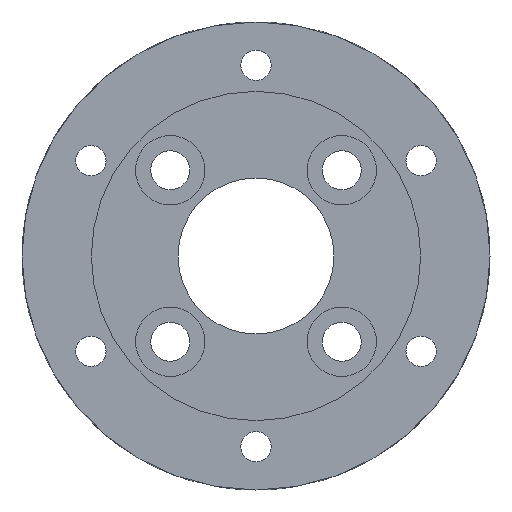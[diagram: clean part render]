
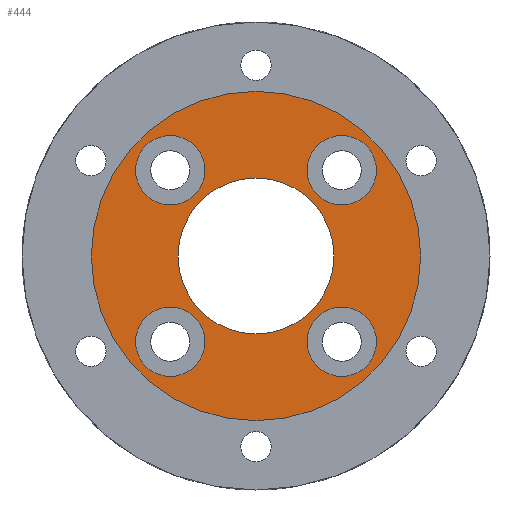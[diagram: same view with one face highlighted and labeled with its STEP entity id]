
A CAD part, left-side view. The second image highlights one B-rep face of the part: STEP entity #444.
In plain terms, the highlighted planar face has unit normal (-1, 0, 0).
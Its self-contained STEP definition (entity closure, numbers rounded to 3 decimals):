
#2 = DIRECTION ( 'NONE',  ( -1., 0., 0. ) ) ;
#21 = DIRECTION ( 'NONE',  ( 0., 0., 1. ) ) ;
#28 = EDGE_LOOP ( 'NONE', ( #104, #1355 ) ) ;
#31 = VERTEX_POINT ( 'NONE', #667 ) ;
#41 = VERTEX_POINT ( 'NONE', #1074 ) ;
#67 = VERTEX_POINT ( 'NONE', #673 ) ;
#84 = VERTEX_POINT ( 'NONE', #2203 ) ;
#104 = ORIENTED_EDGE ( 'NONE', *, *, #271, .F. ) ;
#133 = EDGE_LOOP ( 'NONE', ( #541, #1305 ) ) ;
#137 = EDGE_CURVE ( 'NONE', #1500, #289, #358, .T. ) ;
#172 = CARTESIAN_POINT ( 'NONE',  ( -2., 9.899, -9.899 ) ) ;
#271 = EDGE_CURVE ( 'NONE', #1234, #67, #1547, .T. ) ;
#289 = VERTEX_POINT ( 'NONE', #1860 ) ;
#297 = CARTESIAN_POINT ( 'NONE',  ( -2., 0., 0. ) ) ;
#301 = EDGE_LOOP ( 'NONE', ( #1915, #314 ) ) ;
#314 = ORIENTED_EDGE ( 'NONE', *, *, #1186, .F. ) ;
#319 = CIRCLE ( 'NONE', #1491, 9. ) ;
#324 = AXIS2_PLACEMENT_3D ( 'NONE', #1702, #659, #1848 ) ;
#356 = DIRECTION ( 'NONE',  ( 0., 0., 1. ) ) ;
#358 = CIRCLE ( 'NONE', #494, 9. ) ;
#366 = FACE_BOUND ( 'NONE', #1823, .T. ) ;
#407 = CIRCLE ( 'NONE', #491, 4. ) ;
#408 = EDGE_CURVE ( 'NONE', #67, #1234, #2204, .T. ) ;
#444 = ADVANCED_FACE ( 'NONE', ( #2198, #366, #2243, #1079, #1134, #963 ), #1300, .F. ) ;
#476 = ORIENTED_EDGE ( 'NONE', *, *, #2000, .T. ) ;
#478 = DIRECTION ( 'NONE',  ( 0., 0., 1. ) ) ;
#491 = AXIS2_PLACEMENT_3D ( 'NONE', #529, #1740, #712 ) ;
#494 = AXIS2_PLACEMENT_3D ( 'NONE', #1677, #1372, #753 ) ;
#523 = AXIS2_PLACEMENT_3D ( 'NONE', #1759, #736, #1911 ) ;
#529 = CARTESIAN_POINT ( 'NONE',  ( -2., 9.899, 9.899 ) ) ;
#541 = ORIENTED_EDGE ( 'NONE', *, *, #700, .F. ) ;
#542 = CARTESIAN_POINT ( 'NONE',  ( -2., -9.899, -5.899 ) ) ;
#566 = AXIS2_PLACEMENT_3D ( 'NONE', #1679, #1639, #1633 ) ;
#645 = ORIENTED_EDGE ( 'NONE', *, *, #2087, .F. ) ;
#659 = DIRECTION ( 'NONE',  ( -1., 0., 0. ) ) ;
#667 = CARTESIAN_POINT ( 'NONE',  ( -2., 0., 19. ) ) ;
#673 = CARTESIAN_POINT ( 'NONE',  ( -2., -9.899, 5.899 ) ) ;
#674 = AXIS2_PLACEMENT_3D ( 'NONE', #172, #1449, #356 ) ;
#675 = VERTEX_POINT ( 'NONE', #542 ) ;
#699 = CARTESIAN_POINT ( 'NONE',  ( -2., 9.899, -5.899 ) ) ;
#700 = EDGE_CURVE ( 'NONE', #289, #1500, #319, .T. ) ;
#708 = DIRECTION ( 'NONE',  ( 0., 0., 1. ) ) ;
#712 = DIRECTION ( 'NONE',  ( 0., 0., 1. ) ) ;
#722 = AXIS2_PLACEMENT_3D ( 'NONE', #795, #1967, #996 ) ;
#736 = DIRECTION ( 'NONE',  ( -1., 0., 0. ) ) ;
#753 = DIRECTION ( 'NONE',  ( 0., 0., 1. ) ) ;
#793 = EDGE_CURVE ( 'NONE', #853, #31, #2047, .T. ) ;
#795 = CARTESIAN_POINT ( 'NONE',  ( -2., 9.899, 9.899 ) ) ;
#847 = EDGE_CURVE ( 'NONE', #1035, #41, #1554, .T. ) ;
#853 = VERTEX_POINT ( 'NONE', #1158 ) ;
#860 = DIRECTION ( 'NONE',  ( 0., 0., -1. ) ) ;
#865 = CARTESIAN_POINT ( 'NONE',  ( -2., 9.899, -13.899 ) ) ;
#877 = DIRECTION ( 'NONE',  ( 1., 0., 0. ) ) ;
#909 = ORIENTED_EDGE ( 'NONE', *, *, #1680, .F. ) ;
#963 = FACE_OUTER_BOUND ( 'NONE', #2185, .T. ) ;
#965 = CARTESIAN_POINT ( 'NONE',  ( -2., 19., 0. ) ) ;
#966 = DIRECTION ( 'NONE',  ( -1., 0., 0. ) ) ;
#996 = DIRECTION ( 'NONE',  ( 0., 0., 1. ) ) ;
#1013 = CIRCLE ( 'NONE', #674, 4. ) ;
#1023 = ORIENTED_EDGE ( 'NONE', *, *, #2213, .F. ) ;
#1035 = VERTEX_POINT ( 'NONE', #1555 ) ;
#1055 = VERTEX_POINT ( 'NONE', #865 ) ;
#1073 = AXIS2_PLACEMENT_3D ( 'NONE', #965, #877, #860 ) ;
#1074 = CARTESIAN_POINT ( 'NONE',  ( -2., 9.899, 5.899 ) ) ;
#1079 = FACE_BOUND ( 'NONE', #301, .T. ) ;
#1125 = CARTESIAN_POINT ( 'NONE',  ( -2., 0., 0. ) ) ;
#1134 = FACE_BOUND ( 'NONE', #133, .T. ) ;
#1135 = DIRECTION ( 'NONE',  ( -1., 0., 0. ) ) ;
#1158 = CARTESIAN_POINT ( 'NONE',  ( -2., 0., -19. ) ) ;
#1186 = EDGE_CURVE ( 'NONE', #41, #1035, #407, .T. ) ;
#1188 = CIRCLE ( 'NONE', #1274, 4. ) ;
#1202 = AXIS2_PLACEMENT_3D ( 'NONE', #297, #1553, #478 ) ;
#1225 = CARTESIAN_POINT ( 'NONE',  ( -2., 0., -9. ) ) ;
#1234 = VERTEX_POINT ( 'NONE', #2092 ) ;
#1274 = AXIS2_PLACEMENT_3D ( 'NONE', #2126, #1135, #21 ) ;
#1285 = DIRECTION ( 'NONE',  ( 0., 0., 1. ) ) ;
#1300 = PLANE ( 'NONE',  #1073 ) ;
#1305 = ORIENTED_EDGE ( 'NONE', *, *, #137, .F. ) ;
#1341 = AXIS2_PLACEMENT_3D ( 'NONE', #1813, #2176, #708 ) ;
#1355 = ORIENTED_EDGE ( 'NONE', *, *, #408, .F. ) ;
#1372 = DIRECTION ( 'NONE',  ( -1., 0., 0. ) ) ;
#1383 = EDGE_CURVE ( 'NONE', #675, #84, #1857, .T. ) ;
#1449 = DIRECTION ( 'NONE',  ( -1., 0., 0. ) ) ;
#1491 = AXIS2_PLACEMENT_3D ( 'NONE', #1125, #2, #1285 ) ;
#1500 = VERTEX_POINT ( 'NONE', #1225 ) ;
#1547 = CIRCLE ( 'NONE', #1341, 4. ) ;
#1553 = DIRECTION ( 'NONE',  ( -1., 0., 0. ) ) ;
#1554 = CIRCLE ( 'NONE', #722, 4. ) ;
#1555 = CARTESIAN_POINT ( 'NONE',  ( -2., 9.899, 13.899 ) ) ;
#1633 = DIRECTION ( 'NONE',  ( 0., 0., 1. ) ) ;
#1639 = DIRECTION ( 'NONE',  ( -1., 0., 0. ) ) ;
#1677 = CARTESIAN_POINT ( 'NONE',  ( -2., 0., 0. ) ) ;
#1679 = CARTESIAN_POINT ( 'NONE',  ( -2., -9.899, 9.899 ) ) ;
#1680 = EDGE_CURVE ( 'NONE', #84, #675, #2247, .T. ) ;
#1702 = CARTESIAN_POINT ( 'NONE',  ( -2., -9.899, -9.899 ) ) ;
#1740 = DIRECTION ( 'NONE',  ( -1., 0., 0. ) ) ;
#1759 = CARTESIAN_POINT ( 'NONE',  ( -2., -9.899, -9.899 ) ) ;
#1813 = CARTESIAN_POINT ( 'NONE',  ( -2., -9.899, 9.899 ) ) ;
#1823 = EDGE_LOOP ( 'NONE', ( #2098, #909 ) ) ;
#1848 = DIRECTION ( 'NONE',  ( 0., 0., 1. ) ) ;
#1857 = CIRCLE ( 'NONE', #324, 4. ) ;
#1860 = CARTESIAN_POINT ( 'NONE',  ( -2., 0., 9. ) ) ;
#1911 = DIRECTION ( 'NONE',  ( 0., 0., 1. ) ) ;
#1915 = ORIENTED_EDGE ( 'NONE', *, *, #847, .F. ) ;
#1926 = CIRCLE ( 'NONE', #1202, 19. ) ;
#1941 = CARTESIAN_POINT ( 'NONE',  ( -2., 0., 0. ) ) ;
#1967 = DIRECTION ( 'NONE',  ( -1., 0., 0. ) ) ;
#2000 = EDGE_CURVE ( 'NONE', #31, #853, #1926, .T. ) ;
#2010 = AXIS2_PLACEMENT_3D ( 'NONE', #1941, #966, #2140 ) ;
#2034 = VERTEX_POINT ( 'NONE', #699 ) ;
#2047 = CIRCLE ( 'NONE', #2010, 19. ) ;
#2087 = EDGE_CURVE ( 'NONE', #2034, #1055, #1013, .T. ) ;
#2092 = CARTESIAN_POINT ( 'NONE',  ( -2., -9.899, 13.899 ) ) ;
#2098 = ORIENTED_EDGE ( 'NONE', *, *, #1383, .F. ) ;
#2126 = CARTESIAN_POINT ( 'NONE',  ( -2., 9.899, -9.899 ) ) ;
#2128 = EDGE_LOOP ( 'NONE', ( #645, #1023 ) ) ;
#2140 = DIRECTION ( 'NONE',  ( 0., 0., 1. ) ) ;
#2176 = DIRECTION ( 'NONE',  ( -1., 0., 0. ) ) ;
#2185 = EDGE_LOOP ( 'NONE', ( #476, #2187 ) ) ;
#2187 = ORIENTED_EDGE ( 'NONE', *, *, #793, .T. ) ;
#2198 = FACE_BOUND ( 'NONE', #2128, .T. ) ;
#2203 = CARTESIAN_POINT ( 'NONE',  ( -2., -9.899, -13.899 ) ) ;
#2204 = CIRCLE ( 'NONE', #566, 4. ) ;
#2213 = EDGE_CURVE ( 'NONE', #1055, #2034, #1188, .T. ) ;
#2243 = FACE_BOUND ( 'NONE', #28, .T. ) ;
#2247 = CIRCLE ( 'NONE', #523, 4. ) ;
